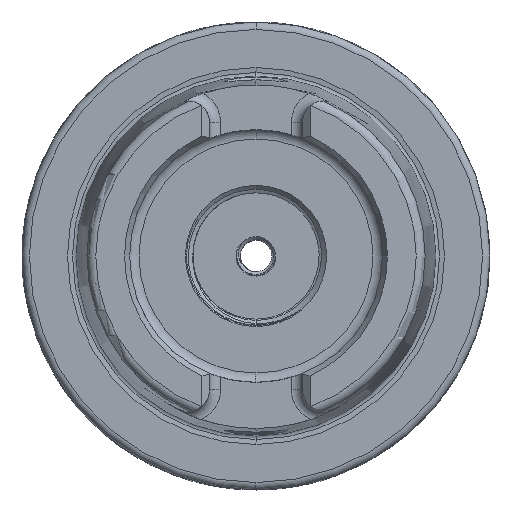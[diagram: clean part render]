
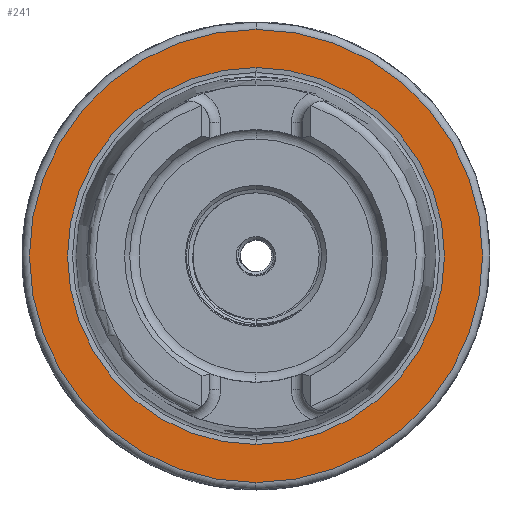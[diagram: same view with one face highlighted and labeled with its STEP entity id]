
A CAD part, left-side view. The second image highlights one B-rep face of the part: STEP entity #241.
In plain terms, the highlighted planar face has unit normal (-1, 0, 0).
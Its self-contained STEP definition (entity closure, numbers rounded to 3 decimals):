
#241 = ADVANCED_FACE ( 'NONE', ( #17898, #17884 ), #23897, .T. ) ;
#3719 = ORIENTED_EDGE ( 'NONE', *, *, #4277, .T. ) ;
#3753 = ORIENTED_EDGE ( 'NONE', *, *, #4204, .T. ) ;
#3787 = ORIENTED_EDGE ( 'NONE', *, *, #4480, .T. ) ;
#3791 = ORIENTED_EDGE ( 'NONE', *, *, #4479, .T. ) ;
#3820 = AXIS2_PLACEMENT_3D ( 'NONE', #23855, #23893, #23869 ) ;
#4204 = EDGE_CURVE ( 'NONE', #5005, #4970, #18506, .T. ) ;
#4277 = EDGE_CURVE ( 'NONE', #4974, #4946, #18554, .T. ) ;
#4479 = EDGE_CURVE ( 'NONE', #4946, #4974, #17727, .T. ) ;
#4480 = EDGE_CURVE ( 'NONE', #4970, #5005, #17762, .T. ) ;
#4679 = EDGE_LOOP ( 'NONE', ( #3719, #3791 ) ) ;
#4713 = EDGE_LOOP ( 'NONE', ( #3753, #3787 ) ) ;
#4946 = VERTEX_POINT ( 'NONE', #19938 ) ;
#4970 = VERTEX_POINT ( 'NONE', #18714 ) ;
#4974 = VERTEX_POINT ( 'NONE', #18751 ) ;
#5005 = VERTEX_POINT ( 'NONE', #18703 ) ;
#7273 = AXIS2_PLACEMENT_3D ( 'NONE', #9614, #9618, #9601 ) ;
#7286 = AXIS2_PLACEMENT_3D ( 'NONE', #10107, #10120, #10096 ) ;
#7343 = AXIS2_PLACEMENT_3D ( 'NONE', #15917, #15927, #15948 ) ;
#7345 = AXIS2_PLACEMENT_3D ( 'NONE', #15950, #15937, #15946 ) ;
#9601 = DIRECTION ( 'NONE',  ( 0., 0., -1. ) ) ;
#9614 = CARTESIAN_POINT ( 'NONE',  ( 0., 0., 0. ) ) ;
#9618 = DIRECTION ( 'NONE',  ( 1., 0., 0. ) ) ;
#10096 = DIRECTION ( 'NONE',  ( 0., 0., 1. ) ) ;
#10107 = CARTESIAN_POINT ( 'NONE',  ( 0., 0., 0. ) ) ;
#10120 = DIRECTION ( 'NONE',  ( -1., 0., 0. ) ) ;
#15917 = CARTESIAN_POINT ( 'NONE',  ( 0., 0., 0. ) ) ;
#15927 = DIRECTION ( 'NONE',  ( -1., 0., 0. ) ) ;
#15937 = DIRECTION ( 'NONE',  ( 1., 0., 0. ) ) ;
#15946 = DIRECTION ( 'NONE',  ( 0., 0., -1. ) ) ;
#15948 = DIRECTION ( 'NONE',  ( 0., 0., 1. ) ) ;
#15950 = CARTESIAN_POINT ( 'NONE',  ( 0., 0., 0. ) ) ;
#17727 = CIRCLE ( 'NONE', #7343, 30.5 ) ;
#17762 = CIRCLE ( 'NONE', #7345, 25.369 ) ;
#17884 = FACE_BOUND ( 'NONE', #4713, .T. ) ;
#17898 = FACE_OUTER_BOUND ( 'NONE', #4679, .T. ) ;
#18506 = CIRCLE ( 'NONE', #7273, 25.369 ) ;
#18554 = CIRCLE ( 'NONE', #7286, 30.5 ) ;
#18703 = CARTESIAN_POINT ( 'NONE',  ( 0., 0., 25.369 ) ) ;
#18714 = CARTESIAN_POINT ( 'NONE',  ( 0., 0., -25.369 ) ) ;
#18751 = CARTESIAN_POINT ( 'NONE',  ( 0., 0., 30.5 ) ) ;
#19938 = CARTESIAN_POINT ( 'NONE',  ( 0., 0., -30.5 ) ) ;
#23855 = CARTESIAN_POINT ( 'NONE',  ( 0., 25.369, 0. ) ) ;
#23869 = DIRECTION ( 'NONE',  ( 0., 0., 1. ) ) ;
#23893 = DIRECTION ( 'NONE',  ( -1., 0., 0. ) ) ;
#23897 = PLANE ( 'NONE',  #3820 ) ;
